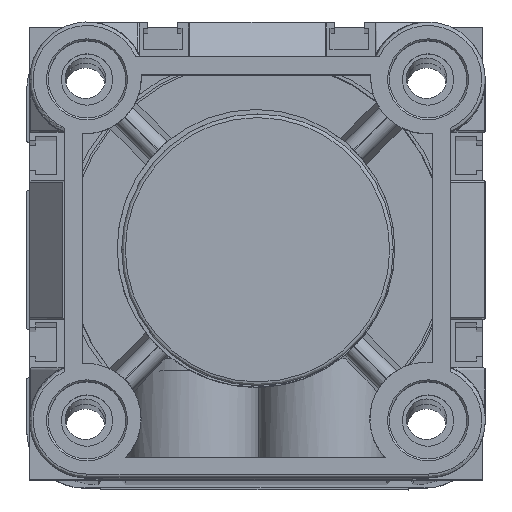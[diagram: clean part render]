
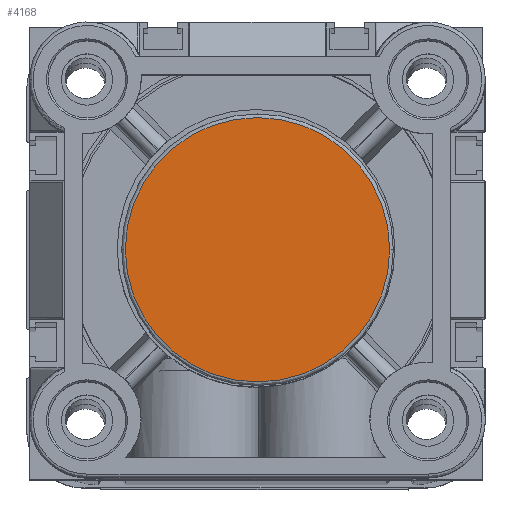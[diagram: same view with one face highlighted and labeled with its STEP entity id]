
A CAD part, top view. The second image highlights one B-rep face of the part: STEP entity #4168.
In plain terms, the highlighted face is planar.
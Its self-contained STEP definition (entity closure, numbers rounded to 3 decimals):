
#930 = DIRECTION ( 'NONE',  ( 1., 0., 0. ) ) ;
#1993 = EDGE_CURVE ( 'NONE', #11316, #28377, #19456, .T. ) ;
#2152 = CARTESIAN_POINT ( 'NONE',  ( 32., 32., -3.95 ) ) ;
#4168 = ADVANCED_FACE ( 'NONE', ( #32806 ), #29520, .F. ) ;
#4756 = DIRECTION ( 'NONE',  ( 1., 0., 0. ) ) ;
#5617 = CIRCLE ( 'NONE', #16038, 21.9 ) ;
#7570 = AXIS2_PLACEMENT_3D ( 'NONE', #31913, #16517, #930 ) ;
#11316 = VERTEX_POINT ( 'NONE', #21164 ) ;
#12115 = CARTESIAN_POINT ( 'NONE',  ( 53.9, 32., -3.95 ) ) ;
#12778 = AXIS2_PLACEMENT_3D ( 'NONE', #13677, #31903, #16288 ) ;
#13677 = CARTESIAN_POINT ( 'NONE',  ( 32., 32., -3.95 ) ) ;
#14873 = EDGE_LOOP ( 'NONE', ( #17080, #15969 ) ) ;
#15969 = ORIENTED_EDGE ( 'NONE', *, *, #1993, .T. ) ;
#16038 = AXIS2_PLACEMENT_3D ( 'NONE', #2152, #20384, #4756 ) ;
#16288 = DIRECTION ( 'NONE',  ( 1., 0., 0. ) ) ;
#16517 = DIRECTION ( 'NONE',  ( 0., 0., 1. ) ) ;
#17080 = ORIENTED_EDGE ( 'NONE', *, *, #27343, .T. ) ;
#19456 = CIRCLE ( 'NONE', #12778, 21.9 ) ;
#20384 = DIRECTION ( 'NONE',  ( 0., 0., -1. ) ) ;
#21164 = CARTESIAN_POINT ( 'NONE',  ( 10.1, 32., -3.95 ) ) ;
#27343 = EDGE_CURVE ( 'NONE', #28377, #11316, #5617, .T. ) ;
#28377 = VERTEX_POINT ( 'NONE', #12115 ) ;
#29520 = PLANE ( 'NONE',  #7570 ) ;
#31903 = DIRECTION ( 'NONE',  ( 0., 0., -1. ) ) ;
#31913 = CARTESIAN_POINT ( 'NONE',  ( 0., 0., -3.95 ) ) ;
#32806 = FACE_OUTER_BOUND ( 'NONE', #14873, .T. ) ;
